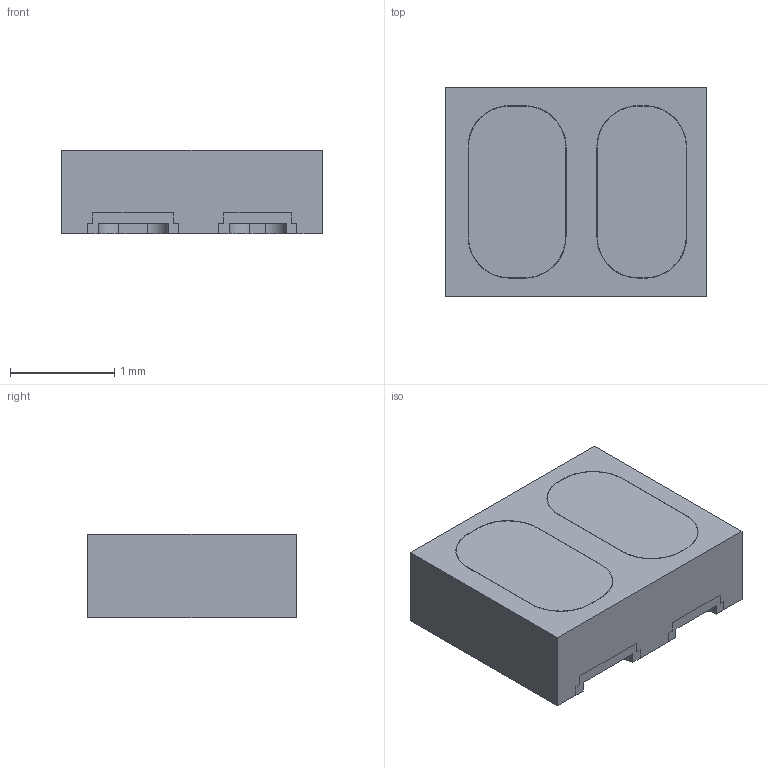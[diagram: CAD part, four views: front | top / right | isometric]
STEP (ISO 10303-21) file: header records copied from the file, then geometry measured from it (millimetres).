
FILE_DESCRIPTION (( 'STEP AP214' ), '1' );
FILE_NAME ('VCNT2020.STEP', '2023-02-10T22:34:44', ( '' ), ( '' ), 'SwSTEP 2.0', 'SolidWorks 2022', '' );
FILE_SCHEMA (( 'AUTOMOTIVE_DESIGN' ));
Length unit declared in the file: inch
Products named in the file (1): VCNT2020
Bounding box: 2.5 x 2 x 0.8 mm (x, y, z)
Volume: 4 mm3; surface area: 17.3 mm2
Topology: 1 solids, 1 shells, 56 faces, 180 edges, 128 vertices
Faces by surface type: plane 32, cylinder 16, bspline 8
Entity records: 2975 total; most frequent: CARTESIAN_POINT 813, ORIENTED_EDGE 360, DIRECTION 230, EDGE_CURVE 180, VERTEX_POINT 128, VECTOR 100, LINE 100, AXIS2_PLACEMENT_3D 65
